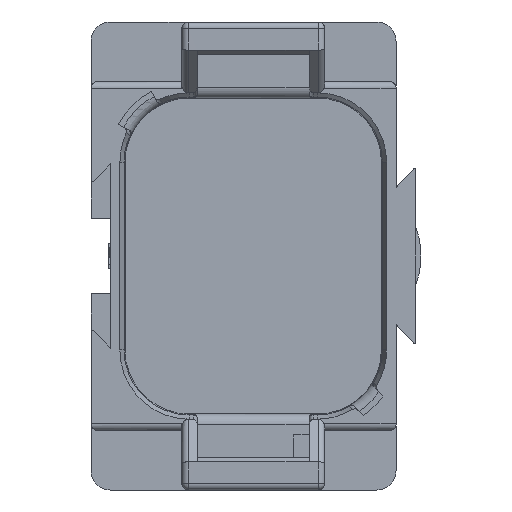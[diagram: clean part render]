
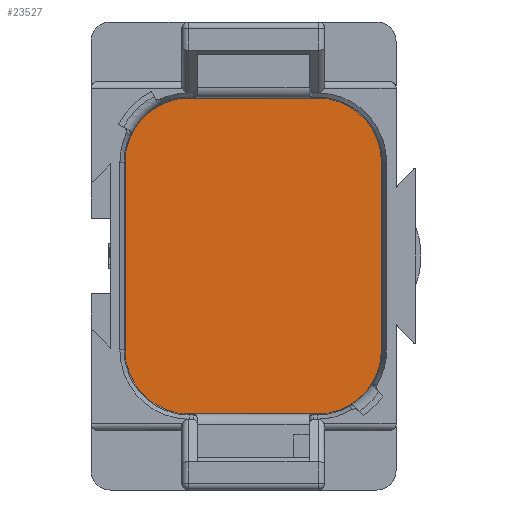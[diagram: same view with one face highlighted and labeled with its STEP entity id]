
A CAD part, front view. The second image highlights one B-rep face of the part: STEP entity #23527.
In plain terms, the highlighted planar face has unit normal (0, -1, 0).
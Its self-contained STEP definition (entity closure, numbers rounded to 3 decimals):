
#5262=CARTESIAN_POINT('',(-4.985,16.1,7.3));
#5263=DIRECTION('',(0.,1.,0.));
#5264=DIRECTION('',(-1.,0.,0.));
#5265=AXIS2_PLACEMENT_3D('',#5262,#5263,#5264);
#5267=DIRECTION('',(1.,0.,0.));
#5268=VECTOR('',#5267,9.97);
#5269=CARTESIAN_POINT('',(-4.985,16.1,12.275));
#5270=LINE('',#5269,#5268);
#5271=CARTESIAN_POINT('',(4.985,16.1,7.3));
#5272=DIRECTION('',(0.,1.,0.));
#5273=DIRECTION('',(0.,0.,1.));
#5274=AXIS2_PLACEMENT_3D('',#5271,#5272,#5273);
#5276=DIRECTION('',(0.,0.,-1.));
#5277=VECTOR('',#5276,14.6);
#5278=CARTESIAN_POINT('',(9.96,16.1,7.3));
#5279=LINE('',#5278,#5277);
#5280=CARTESIAN_POINT('',(4.985,16.1,-7.3));
#5281=DIRECTION('',(0.,1.,0.));
#5282=DIRECTION('',(1.,0.,0.));
#5283=AXIS2_PLACEMENT_3D('',#5280,#5281,#5282);
#5285=DIRECTION('',(-1.,0.,0.));
#5286=VECTOR('',#5285,9.97);
#5287=CARTESIAN_POINT('',(4.985,16.1,-12.275));
#5288=LINE('',#5287,#5286);
#5289=CARTESIAN_POINT('',(-4.985,16.1,-7.3));
#5290=DIRECTION('',(0.,1.,0.));
#5291=DIRECTION('',(0.,0.,-1.));
#5292=AXIS2_PLACEMENT_3D('',#5289,#5290,#5291);
#5294=DIRECTION('',(0.,0.,1.));
#5295=VECTOR('',#5294,14.6);
#5296=CARTESIAN_POINT('',(-9.96,16.1,-7.3));
#5297=LINE('',#5296,#5295);
#14575=CARTESIAN_POINT('',(4.985,16.1,-12.275));
#14576=VERTEX_POINT('',#14575);
#14577=CARTESIAN_POINT('',(9.96,16.1,-7.3));
#14578=VERTEX_POINT('',#14577);
#14599=CARTESIAN_POINT('',(9.96,16.1,7.3));
#14600=VERTEX_POINT('',#14599);
#14601=CARTESIAN_POINT('',(-9.96,16.1,7.3));
#14602=CARTESIAN_POINT('',(-4.985,16.1,12.275));
#14603=VERTEX_POINT('',#14601);
#14604=VERTEX_POINT('',#14602);
#14605=CARTESIAN_POINT('',(4.985,16.1,12.275));
#14606=VERTEX_POINT('',#14605);
#14607=CARTESIAN_POINT('',(-4.985,16.1,-12.275));
#14608=VERTEX_POINT('',#14607);
#14609=CARTESIAN_POINT('',(-9.96,16.1,-7.3));
#14610=VERTEX_POINT('',#14609);
#23508=CARTESIAN_POINT('',(0.,16.1,0.));
#23509=DIRECTION('',(0.,-1.,0.));
#23510=DIRECTION('',(0.,0.,1.));
#23511=AXIS2_PLACEMENT_3D('',#23508,#23509,#23510);
#23512=PLANE('',#23511);
#23514=ORIENTED_EDGE('',*,*,#23513,.T.);
#23515=ORIENTED_EDGE('',*,*,#23397,.T.);
#23516=ORIENTED_EDGE('',*,*,#23420,.T.);
#23517=ORIENTED_EDGE('',*,*,#23502,.T.);
#23518=ORIENTED_EDGE('',*,*,#22195,.T.);
#23520=ORIENTED_EDGE('',*,*,#23519,.T.);
#23522=ORIENTED_EDGE('',*,*,#23521,.T.);
#23524=ORIENTED_EDGE('',*,*,#23523,.T.);
#23525=EDGE_LOOP('',(#23514,#23515,#23516,#23517,#23518,#23520,#23522,#23524));
#23526=FACE_OUTER_BOUND('',#23525,.F.);
#23527=ADVANCED_FACE('',(#23526),#23512,.T.);
#5266=CIRCLE('',#5265,4.975);
#5275=CIRCLE('',#5274,4.975);
#5284=CIRCLE('',#5283,4.975);
#5293=CIRCLE('',#5292,4.975);
#22195=EDGE_CURVE('',#14578,#14576,#5284,.T.);
#23397=EDGE_CURVE('',#14604,#14606,#5270,.T.);
#23420=EDGE_CURVE('',#14606,#14600,#5275,.T.);
#23502=EDGE_CURVE('',#14600,#14578,#5279,.T.);
#23513=EDGE_CURVE('',#14603,#14604,#5266,.T.);
#23519=EDGE_CURVE('',#14576,#14608,#5288,.T.);
#23521=EDGE_CURVE('',#14608,#14610,#5293,.T.);
#23523=EDGE_CURVE('',#14610,#14603,#5297,.T.);
